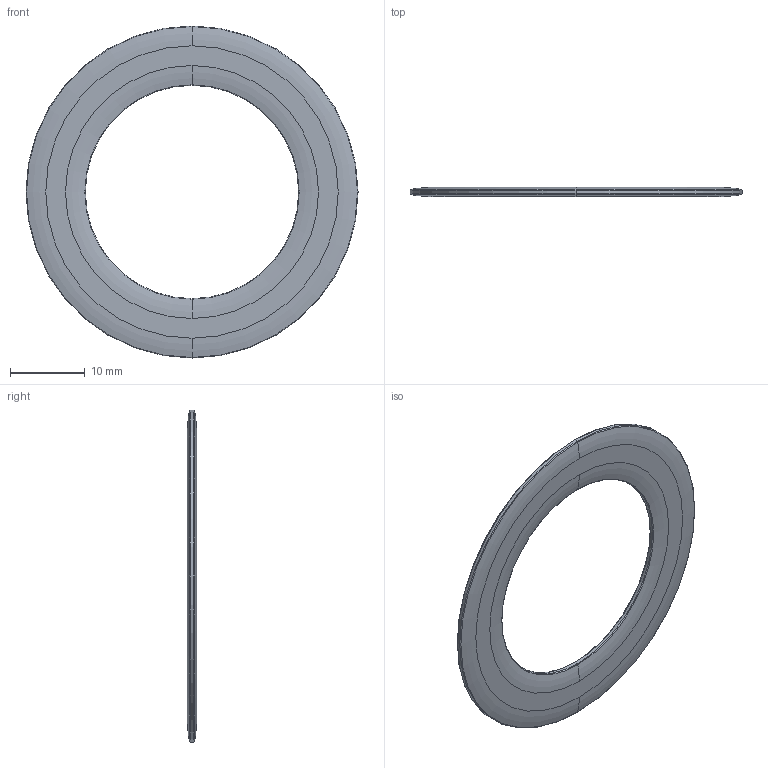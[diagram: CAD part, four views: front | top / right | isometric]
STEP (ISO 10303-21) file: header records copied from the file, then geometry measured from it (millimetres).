
FILE_DESCRIPTION (( 'STEP AP203' ), '1' );
FILE_NAME ('97063A116_1008-1010 Carbon Steel Wide-Rim Ring Shim.STEP', '2023-08-16T13:26:23', ( 'Administrator' ), ( 'Managed by Terraform' ), 'SwSTEP 2.0', 'SolidWorks 2017', '' );
FILE_SCHEMA (( 'CONFIG_CONTROL_DESIGN' ));
Length unit declared in the file: inch
Products named in the file (1): 97063A116_1008-1010 Carbon Steel Wide-Rim Ring Shim
Bounding box: 44.45 x 1.22 x 44.45 mm (x, y, z)
Volume: 986.5 mm3; surface area: 1957.1 mm2
Topology: 1 solids, 1 shells, 22 faces, 44 edges, 24 vertices
Faces by surface type: torus 16, cylinder 4, plane 2
Entity records: 663 total; most frequent: DIRECTION 130, CARTESIAN_POINT 91, ORIENTED_EDGE 88, AXIS2_PLACEMENT_3D 63, EDGE_CURVE 44, CIRCLE 40, EDGE_LOOP 24, VERTEX_POINT 24
